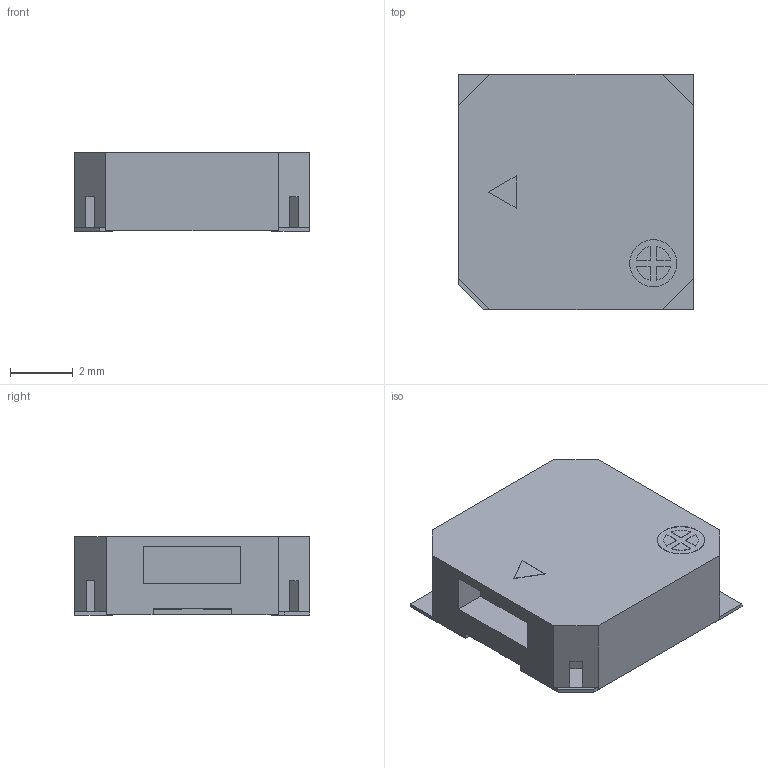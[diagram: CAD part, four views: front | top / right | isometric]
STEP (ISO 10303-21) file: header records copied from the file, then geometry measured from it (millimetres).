
FILE_DESCRIPTION (( 'STEP AP214' ), '1' );
FILE_NAME ('BUZ-SMD_4P-L7.5-W7.5-H2.5-BR.step', '2022-06-24T01:35:03', ( '' ), ( '' ), 'SwSTEP 2.0', 'SolidWorks 2020', '' );
FILE_SCHEMA (( 'AUTOMOTIVE_DESIGN' ));
Length unit declared in the file: millimetre
Products named in the file (1): BUZ-SMD_4P-L7.5-W7.5-H2.5-BR
Bounding box: 7.5 x 7.51 x 2.51 mm (x, y, z)
Volume: 129.5 mm3; surface area: 217.7 mm2
Topology: 9 solids, 9 shells, 412 faces, 1065 edges, 710 vertices
Faces by surface type: plane 290, bspline 112, cylinder 10
Entity records: 18171 total; most frequent: CARTESIAN_POINT 4292, ORIENTED_EDGE 2130, DIRECTION 1459, EDGE_CURVE 1065, VECTOR 817, LINE 817, VERTEX_POINT 710, EDGE_LOOP 451
